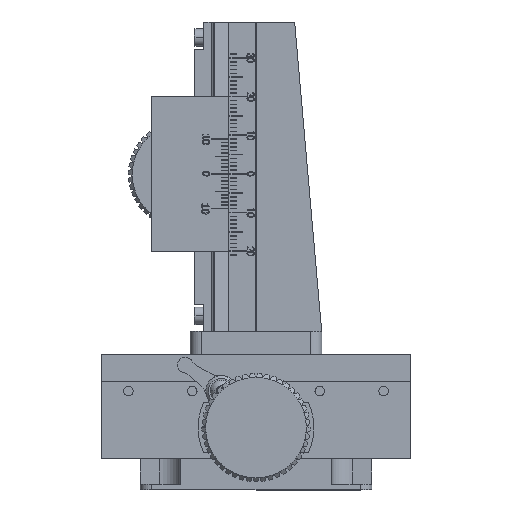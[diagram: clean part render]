
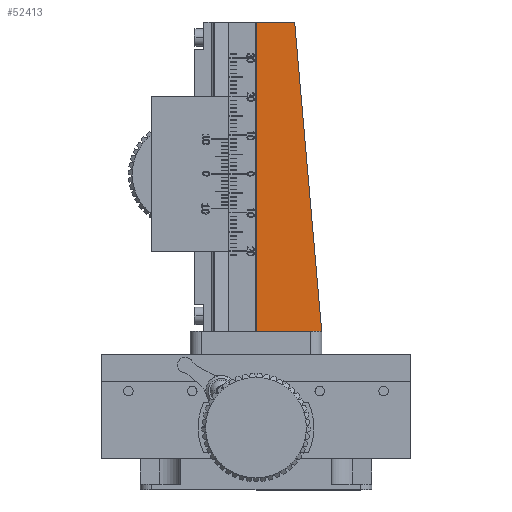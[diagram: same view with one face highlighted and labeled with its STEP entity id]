
A CAD part, top view. The second image highlights one B-rep face of the part: STEP entity #52413.
In plain terms, the highlighted planar face has unit normal (0, 0, 1).
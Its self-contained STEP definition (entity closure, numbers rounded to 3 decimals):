
#5363 = DIRECTION ( 'NONE',  ( 0., -1., 0. ) ) ;
#7550 = VERTEX_POINT ( 'NONE', #95511 ) ;
#11999 = FACE_OUTER_BOUND ( 'NONE', #97266, .T. ) ;
#12728 = LINE ( 'NONE', #60649, #106726 ) ;
#18871 = EDGE_CURVE ( 'NONE', #56805, #110999, #12728, .T. ) ;
#19772 = AXIS2_PLACEMENT_3D ( 'NONE', #115401, #62492, #107831 ) ;
#21090 = VECTOR ( 'NONE', #5363, 1000. ) ;
#29926 = CARTESIAN_POINT ( 'NONE',  ( 10., 113., 5. ) ) ;
#32340 = DIRECTION ( 'NONE',  ( 1., 0., 0. ) ) ;
#35629 = ORIENTED_EDGE ( 'NONE', *, *, #72444, .T. ) ;
#37000 = ORIENTED_EDGE ( 'NONE', *, *, #71144, .T. ) ;
#47421 = CARTESIAN_POINT ( 'NONE',  ( 17., 33., 5. ) ) ;
#48091 = CARTESIAN_POINT ( 'NONE',  ( 0., 33., 5. ) ) ;
#50320 = DIRECTION ( 'NONE',  ( -0.087, 0.996, 0. ) ) ;
#52413 = ADVANCED_FACE ( 'NONE', ( #11999 ), #62115, .T. ) ;
#56805 = VERTEX_POINT ( 'NONE', #47421 ) ;
#59870 = VECTOR ( 'NONE', #32340, 1000. ) ;
#60649 = CARTESIAN_POINT ( 'NONE',  ( 17., 33., 5. ) ) ;
#62115 = PLANE ( 'NONE',  #19772 ) ;
#62437 = VERTEX_POINT ( 'NONE', #48091 ) ;
#62492 = DIRECTION ( 'NONE',  ( 0., 0., 1. ) ) ;
#71144 = EDGE_CURVE ( 'NONE', #62437, #56805, #74127, .T. ) ;
#72444 = EDGE_CURVE ( 'NONE', #7550, #62437, #102281, .T. ) ;
#74127 = LINE ( 'NONE', #94481, #59870 ) ;
#78249 = EDGE_CURVE ( 'NONE', #110999, #7550, #105435, .T. ) ;
#91190 = ORIENTED_EDGE ( 'NONE', *, *, #78249, .T. ) ;
#94481 = CARTESIAN_POINT ( 'NONE',  ( 0., 33., 5. ) ) ;
#95511 = CARTESIAN_POINT ( 'NONE',  ( 0., 113., 5. ) ) ;
#96868 = CARTESIAN_POINT ( 'NONE',  ( 0., 113., 5. ) ) ;
#97266 = EDGE_LOOP ( 'NONE', ( #35629, #37000, #98622, #91190 ) ) ;
#98282 = VECTOR ( 'NONE', #108048, 1000. ) ;
#98622 = ORIENTED_EDGE ( 'NONE', *, *, #18871, .T. ) ;
#102281 = LINE ( 'NONE', #96868, #21090 ) ;
#105435 = LINE ( 'NONE', #106861, #98282 ) ;
#106726 = VECTOR ( 'NONE', #50320, 1000. ) ;
#106861 = CARTESIAN_POINT ( 'NONE',  ( 10., 113., 5. ) ) ;
#107831 = DIRECTION ( 'NONE',  ( 1., 0., 0. ) ) ;
#108048 = DIRECTION ( 'NONE',  ( -1., 0., 0. ) ) ;
#110999 = VERTEX_POINT ( 'NONE', #29926 ) ;
#115401 = CARTESIAN_POINT ( 'NONE',  ( 0., 33., 5. ) ) ;
